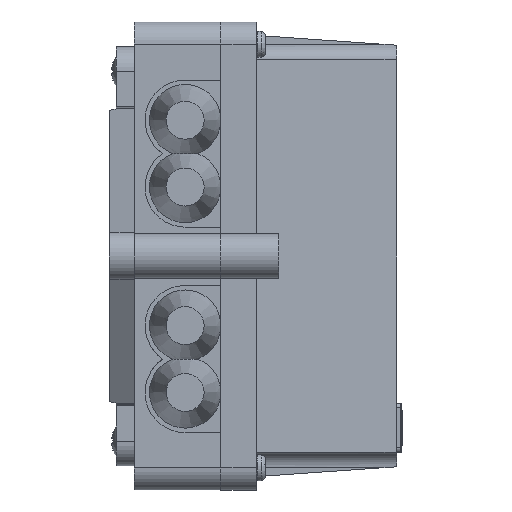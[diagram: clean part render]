
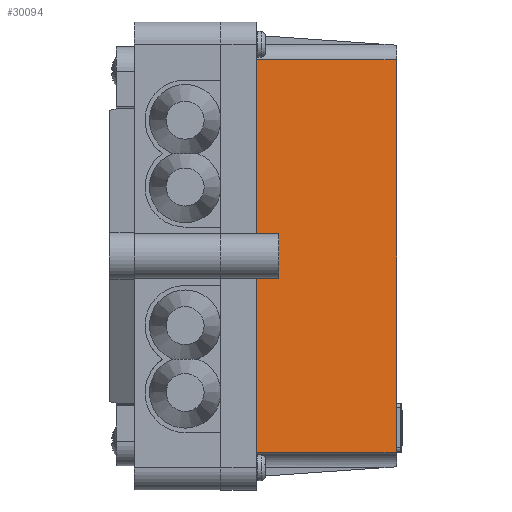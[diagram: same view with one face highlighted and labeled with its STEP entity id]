
A CAD part, front view. The second image highlights one B-rep face of the part: STEP entity #30094.
In plain terms, the highlighted face is planar.
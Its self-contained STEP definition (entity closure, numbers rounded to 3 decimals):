
#463 = CARTESIAN_POINT ( 'NONE',  ( -46.468, -23.964, 0. ) ) ;
#723 = ORIENTED_EDGE ( 'NONE', *, *, #22055, .F. ) ;
#1337 = DIRECTION ( 'NONE',  ( 0., 0.07, 0.998 ) ) ;
#1344 = CARTESIAN_POINT ( 'NONE',  ( 44.829, -21.897, 29.568 ) ) ;
#1592 = DIRECTION ( 'NONE',  ( 0., -0.998, 0.07 ) ) ;
#2664 = CARTESIAN_POINT ( 'NONE',  ( 44.829, -21.762, 31.5 ) ) ;
#3899 = CARTESIAN_POINT ( 'NONE',  ( 48.127, -23.615, 5. ) ) ;
#3963 = AXIS2_PLACEMENT_3D ( 'NONE', #10117, #1592, #36117 ) ;
#4301 =( BOUNDED_CURVE ( )  B_SPLINE_CURVE ( 3, ( #37127, #32744, #19821, #46447 ),
 .UNSPECIFIED., .F., .F. ) 
 B_SPLINE_CURVE_WITH_KNOTS ( ( 4, 4 ),
 ( 4.654, 4.712 ),
 .UNSPECIFIED. ) 
 CURVE ( )  GEOMETRIC_REPRESENTATION_ITEM ( )  RATIONAL_B_SPLINE_CURVE ( ( 1., 1., 1., 1. ) ) 
 REPRESENTATION_ITEM ( '' )  );
#5003 = DIRECTION ( 'NONE',  ( 1., 0., 0. ) ) ;
#5146 = DIRECTION ( 'NONE',  ( -1., 0., 0. ) ) ;
#5684 = CARTESIAN_POINT ( 'NONE',  ( 44.831, -21.829, 30.535 ) ) ;
#7196 = DIRECTION ( 'NONE',  ( 0., 0.07, 0.998 ) ) ;
#8780 = DIRECTION ( 'NONE',  ( -1., 0., 0. ) ) ;
#9206 = VECTOR ( 'NONE', #17150, 1000. ) ;
#9311 = CARTESIAN_POINT ( 'NONE',  ( 5.829, -23.964, 0. ) ) ;
#9857 = CARTESIAN_POINT ( 'NONE',  ( 44.835, -21.762, 31.5 ) ) ;
#10117 = CARTESIAN_POINT ( 'NONE',  ( 48.127, -21.762, 31.5 ) ) ;
#10941 = FACE_OUTER_BOUND ( 'NONE', #16006, .T. ) ;
#11277 = DIRECTION ( 'NONE',  ( 0., 0.07, 0.998 ) ) ;
#11650 = ORIENTED_EDGE ( 'NONE', *, *, #32697, .F. ) ;
#11869 = CARTESIAN_POINT ( 'NONE',  ( -43.171, -21.964, 28.601 ) ) ;
#12664 = VECTOR ( 'NONE', #22137, 1000. ) ;
#12983 = EDGE_CURVE ( 'NONE', #22017, #49732, #50066, .T. ) ;
#13229 = EDGE_CURVE ( 'NONE', #54798, #13387, #50000, .T. ) ;
#13387 = VERTEX_POINT ( 'NONE', #39366 ) ;
#13444 = VERTEX_POINT ( 'NONE', #9311 ) ;
#13581 = CARTESIAN_POINT ( 'NONE',  ( 48.127, -21.762, 31.5 ) ) ;
#13585 = EDGE_CURVE ( 'NONE', #46632, #18377, #33584, .T. ) ;
#14202 = CARTESIAN_POINT ( 'NONE',  ( 44.829, -21.964, 28.601 ) ) ;
#15255 = CARTESIAN_POINT ( 'NONE',  ( -4.171, -23.071, 12.769 ) ) ;
#16006 = EDGE_LOOP ( 'NONE', ( #11650, #26697, #46122, #48104, #50808, #41898, #52461, #18367, #44198, #723 ) ) ;
#17150 = DIRECTION ( 'NONE',  ( 0., 0.07, 0.998 ) ) ;
#18321 = VECTOR ( 'NONE', #5146, 1000. ) ;
#18367 = ORIENTED_EDGE ( 'NONE', *, *, #13229, .T. ) ;
#18377 = VERTEX_POINT ( 'NONE', #35751 ) ;
#19821 = CARTESIAN_POINT ( 'NONE',  ( -43.171, -21.897, 29.568 ) ) ;
#21902 = CARTESIAN_POINT ( 'NONE',  ( 5.829, -23.615, 5. ) ) ;
#22017 = VERTEX_POINT ( 'NONE', #23145 ) ;
#22046 = VECTOR ( 'NONE', #7196, 1000. ) ;
#22055 = EDGE_CURVE ( 'NONE', #13444, #38465, #54483, .T. ) ;
#22137 = DIRECTION ( 'NONE',  ( 1., 0., 0. ) ) ;
#23145 = CARTESIAN_POINT ( 'NONE',  ( -43.177, -21.762, 31.5 ) ) ;
#26697 = ORIENTED_EDGE ( 'NONE', *, *, #13585, .T. ) ;
#27117 = CARTESIAN_POINT ( 'NONE',  ( 5.829, -21.762, 31.5 ) ) ;
#28591 = EDGE_CURVE ( 'NONE', #22017, #46002, #4301, .T. ) ;
#30080 = CARTESIAN_POINT ( 'NONE',  ( -43.171, -23.954, 0.153 ) ) ;
#30094 = ADVANCED_FACE ( 'NONE', ( #10941 ), #53805, .T. ) ;
#32066 = LINE ( 'NONE', #3899, #42960 ) ;
#32102 = LINE ( 'NONE', #463, #45697 ) ;
#32697 = EDGE_CURVE ( 'NONE', #46632, #13444, #32102, .T. ) ;
#32744 = CARTESIAN_POINT ( 'NONE',  ( -43.173, -21.829, 30.535 ) ) ;
#33368 = EDGE_CURVE ( 'NONE', #54798, #54020, #49609, .T. ) ;
#33584 = LINE ( 'NONE', #2664, #22046 ) ;
#35751 = CARTESIAN_POINT ( 'NONE',  ( 44.829, -21.964, 28.601 ) ) ;
#36117 = DIRECTION ( 'NONE',  ( 0., -0.07, -0.998 ) ) ;
#37127 = CARTESIAN_POINT ( 'NONE',  ( -43.177, -21.762, 31.5 ) ) ;
#38369 = CARTESIAN_POINT ( 'NONE',  ( 44.829, -23.964, 0. ) ) ;
#38382 = LINE ( 'NONE', #30080, #9206 ) ;
#38465 = VERTEX_POINT ( 'NONE', #21902 ) ;
#39332 = CARTESIAN_POINT ( 'NONE',  ( -4.171, -23.964, 0. ) ) ;
#39366 = CARTESIAN_POINT ( 'NONE',  ( -4.171, -23.615, 5. ) ) ;
#41898 = ORIENTED_EDGE ( 'NONE', *, *, #49857, .F. ) ;
#42960 = VECTOR ( 'NONE', #5003, 1000. ) ;
#44198 = ORIENTED_EDGE ( 'NONE', *, *, #55469, .T. ) ;
#45273 = VECTOR ( 'NONE', #11277, 1000. ) ;
#45697 = VECTOR ( 'NONE', #8780, 1000. ) ;
#46002 = VERTEX_POINT ( 'NONE', #11869 ) ;
#46122 = ORIENTED_EDGE ( 'NONE', *, *, #54481, .T. ) ;
#46447 = CARTESIAN_POINT ( 'NONE',  ( -43.171, -21.964, 28.601 ) ) ;
#46632 = VERTEX_POINT ( 'NONE', #38369 ) ;
#48104 = ORIENTED_EDGE ( 'NONE', *, *, #12983, .F. ) ;
#49023 = CARTESIAN_POINT ( 'NONE',  ( -43.171, -23.964, 0. ) ) ;
#49609 = LINE ( 'NONE', #52823, #18321 ) ;
#49732 = VERTEX_POINT ( 'NONE', #50831 ) ;
#49857 = EDGE_CURVE ( 'NONE', #54020, #46002, #38382, .T. ) ;
#50000 = LINE ( 'NONE', #15255, #45273 ) ;
#50066 = LINE ( 'NONE', #13581, #12664 ) ;
#50808 = ORIENTED_EDGE ( 'NONE', *, *, #28591, .T. ) ;
#50831 = CARTESIAN_POINT ( 'NONE',  ( 44.835, -21.762, 31.5 ) ) ;
#51788 =( BOUNDED_CURVE ( )  B_SPLINE_CURVE ( 3, ( #14202, #1344, #5684, #9857 ),
 .UNSPECIFIED., .F., .F. ) 
 B_SPLINE_CURVE_WITH_KNOTS ( ( 4, 4 ),
 ( 1.571, 1.629 ),
 .UNSPECIFIED. ) 
 CURVE ( )  GEOMETRIC_REPRESENTATION_ITEM ( )  RATIONAL_B_SPLINE_CURVE ( ( 1., 1., 1., 1. ) ) 
 REPRESENTATION_ITEM ( '' )  );
#52446 = VECTOR ( 'NONE', #1337, 1000. ) ;
#52461 = ORIENTED_EDGE ( 'NONE', *, *, #33368, .F. ) ;
#52823 = CARTESIAN_POINT ( 'NONE',  ( -46.468, -23.964, 0. ) ) ;
#53805 = PLANE ( 'NONE',  #3963 ) ;
#54020 = VERTEX_POINT ( 'NONE', #49023 ) ;
#54481 = EDGE_CURVE ( 'NONE', #18377, #49732, #51788, .T. ) ;
#54483 = LINE ( 'NONE', #27117, #52446 ) ;
#54798 = VERTEX_POINT ( 'NONE', #39332 ) ;
#55469 = EDGE_CURVE ( 'NONE', #13387, #38465, #32066, .T. ) ;
